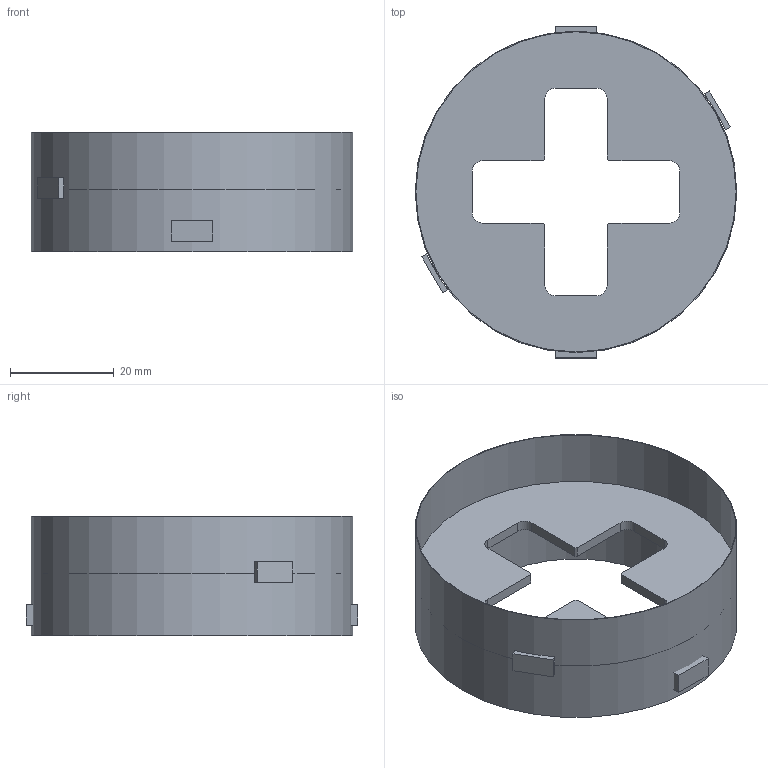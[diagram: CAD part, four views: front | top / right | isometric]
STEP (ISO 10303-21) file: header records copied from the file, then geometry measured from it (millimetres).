
FILE_DESCRIPTION(('HOOPS Exchange Step'),'2;1');
FILE_NAME('temp_export','2023-07-05T20:47:40+19:00',('mobile'),('Shapr3D Limited'),'HOOPS Exchange 2022.2','Shapr3D','Authorized');
FILE_SCHEMA( ('AUTOMOTIVE_DESIGN { 1 0 10303 214 1 1 1 1 }') );
Length unit declared in the file: millimetre
Products named in the file (2): Compass Mount; root
Assembly tree (1 placements, depth 2):
  root
    Compass Mount
Bounding box: 62 x 64 x 23 mm (x, y, z)
Volume: 20053.6 mm3; surface area: 13265.3 mm2
Topology: 5 solids, 5 shells, 55 faces, 133 edges, 90 vertices
Faces by surface type: plane 42, cylinder 13
Full cylindrical faces by diameter (mm): 44 x1, 61.75 x1, 62 x1
Entity records: 1652 total; most frequent: CARTESIAN_POINT 280, DIRECTION 277, ORIENTED_EDGE 266, EDGE_CURVE 133, VECTOR 103, LINE 103, VERTEX_POINT 90, AXIS2_PLACEMENT_3D 87
